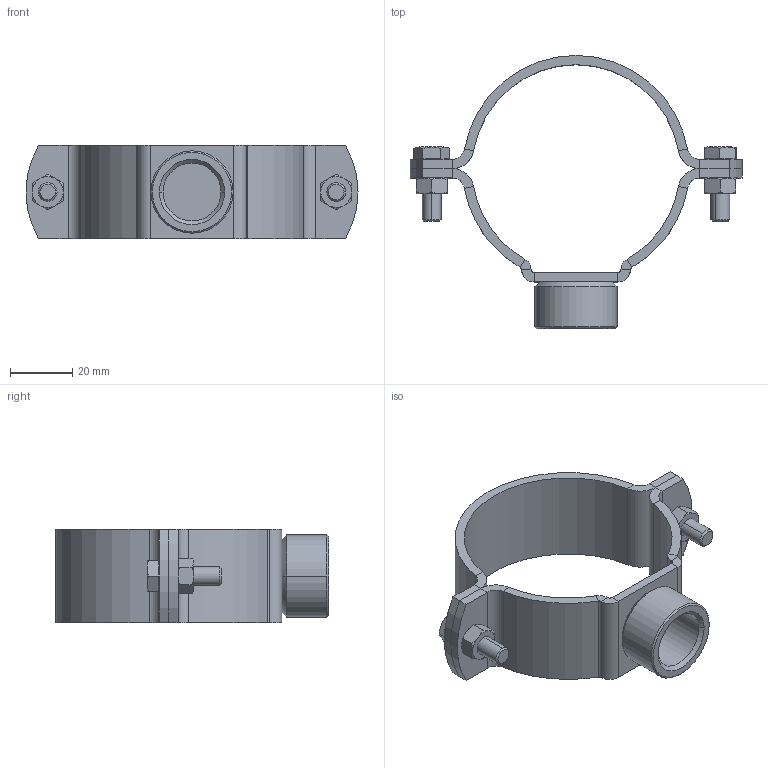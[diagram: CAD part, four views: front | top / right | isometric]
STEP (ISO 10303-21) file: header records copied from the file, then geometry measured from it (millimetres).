
FILE_DESCRIPTION (( 'STEP AP203' ), '1' );
FILE_NAME ('51.803.STEP', '2019-11-21T15:43:03', ( '' ), ( '' ), 'SwSTEP 2.0', 'SolidWorks 2019', '' );
FILE_SCHEMA (( 'CONFIG_CONTROL_DESIGN' ));
Length unit declared in the file: millimetre
Products named in the file (7): 1000003262; 1000003282_04 - Gr.67 - H-17102.604; 1000003275_04 - Gr. 67 - H-17100.004; 1000003483; 1000003485; 1000003276_04 - Gr. 67 - H-17101.004; 51.803
Assembly tree (8 placements, depth 3):
  51.803
    1000003282_04 - Gr.67 - H-17102.604
      1000003276_04 - Gr. 67 - H-17101.004
      1000003262
    1000003275_04 - Gr. 67 - H-17100.004
    1000003483  x2
    1000003485  x2
Bounding box: 107 x 88 x 30 mm (x, y, z)
Volume: 31146 mm3; surface area: 23303.7 mm2
Topology: 7 solids, 7 shells, 202 faces, 424 edges, 238 vertices
Faces by surface type: plane 90, cone 62, cylinder 50
Entity records: 4726 total; most frequent: CARTESIAN_POINT 795, DIRECTION 713, ORIENTED_EDGE 612, EDGE_CURVE 306, AXIS2_PLACEMENT_3D 285, VERTEX_POINT 171, EDGE_LOOP 159, FACE_OUTER_BOUND 146
